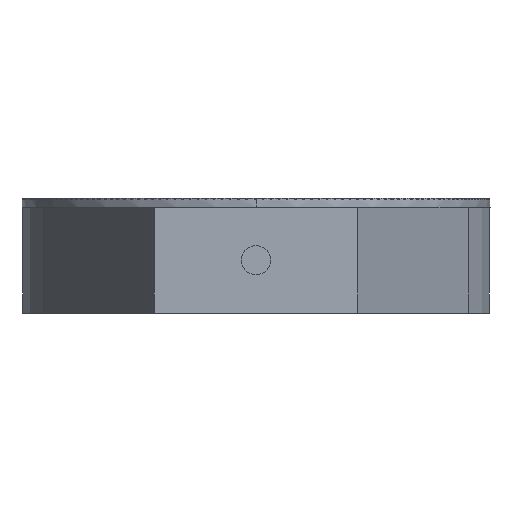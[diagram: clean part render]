
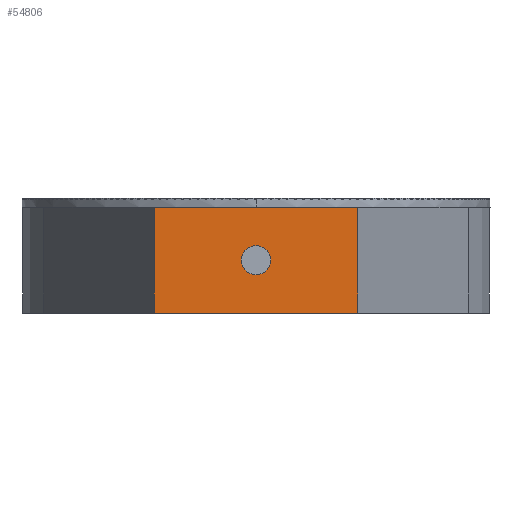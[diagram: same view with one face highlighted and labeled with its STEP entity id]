
A CAD part, front view. The second image highlights one B-rep face of the part: STEP entity #54806.
In plain terms, the highlighted planar face has unit normal (0, -1, 0).
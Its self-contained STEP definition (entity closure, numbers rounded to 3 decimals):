
#382 = DIRECTION ( 'NONE',  ( 0., 0., 1. ) ) ;
#755 = FACE_OUTER_BOUND ( 'NONE', #31478, .T. ) ;
#1042 = VECTOR ( 'NONE', #61312, 1000. ) ;
#1146 = CARTESIAN_POINT ( 'NONE',  ( 11.5, -38.1, 0. ) ) ;
#4584 = CARTESIAN_POINT ( 'NONE',  ( -11.5, -38.1, 0. ) ) ;
#4607 = AXIS2_PLACEMENT_3D ( 'NONE', #59394, #53728, #59084 ) ;
#7282 = DIRECTION ( 'NONE',  ( 0., 0., -1. ) ) ;
#10778 = CARTESIAN_POINT ( 'NONE',  ( 0., -38.1, 4.35 ) ) ;
#12848 = VECTOR ( 'NONE', #45236, 1000. ) ;
#12883 = EDGE_CURVE ( 'NONE', #28158, #31130, #19623, .T. ) ;
#13046 = LINE ( 'NONE', #21585, #1042 ) ;
#13231 = VERTEX_POINT ( 'NONE', #23665 ) ;
#13425 = CIRCLE ( 'NONE', #46702, 1.65 ) ;
#13865 = VECTOR ( 'NONE', #20113, 1000. ) ;
#13980 = ORIENTED_EDGE ( 'NONE', *, *, #28536, .F. ) ;
#15930 = ORIENTED_EDGE ( 'NONE', *, *, #58472, .T. ) ;
#19623 = LINE ( 'NONE', #38848, #48238 ) ;
#20113 = DIRECTION ( 'NONE',  ( 1., 0., 0. ) ) ;
#20611 = FACE_BOUND ( 'NONE', #62053, .T. ) ;
#21217 = CARTESIAN_POINT ( 'NONE',  ( -11.5, -38.1, 12. ) ) ;
#21585 = CARTESIAN_POINT ( 'NONE',  ( 0., -38.1, 12. ) ) ;
#23665 = CARTESIAN_POINT ( 'NONE',  ( 0., -38.1, 7.65 ) ) ;
#24408 = ORIENTED_EDGE ( 'NONE', *, *, #37435, .F. ) ;
#25747 = CARTESIAN_POINT ( 'NONE',  ( 0., -38.1, 6. ) ) ;
#26700 = DIRECTION ( 'NONE',  ( 0., 0., -1. ) ) ;
#27958 = EDGE_CURVE ( 'NONE', #28158, #33702, #28671, .T. ) ;
#28158 = VERTEX_POINT ( 'NONE', #4584 ) ;
#28536 = EDGE_CURVE ( 'NONE', #31130, #32504, #13046, .T. ) ;
#28671 = LINE ( 'NONE', #34296, #13865 ) ;
#31130 = VERTEX_POINT ( 'NONE', #21217 ) ;
#31478 = EDGE_LOOP ( 'NONE', ( #15930, #13980, #40780, #49237 ) ) ;
#32504 = VERTEX_POINT ( 'NONE', #35250 ) ;
#33702 = VERTEX_POINT ( 'NONE', #1146 ) ;
#34296 = CARTESIAN_POINT ( 'NONE',  ( 0., -38.1, 0. ) ) ;
#35250 = CARTESIAN_POINT ( 'NONE',  ( 11.5, -38.1, 12. ) ) ;
#37435 = EDGE_CURVE ( 'NONE', #13231, #42016, #13425, .T. ) ;
#37787 = AXIS2_PLACEMENT_3D ( 'NONE', #25747, #59490, #26700 ) ;
#38848 = CARTESIAN_POINT ( 'NONE',  ( -11.5, -38.1, 12. ) ) ;
#39844 = PLANE ( 'NONE',  #4607 ) ;
#39879 = LINE ( 'NONE', #40190, #12848 ) ;
#40190 = CARTESIAN_POINT ( 'NONE',  ( 11.5, -38.1, 12. ) ) ;
#40713 = CARTESIAN_POINT ( 'NONE',  ( 0., -38.1, 6. ) ) ;
#40780 = ORIENTED_EDGE ( 'NONE', *, *, #12883, .F. ) ;
#42016 = VERTEX_POINT ( 'NONE', #10778 ) ;
#43808 = CIRCLE ( 'NONE', #37787, 1.65 ) ;
#45236 = DIRECTION ( 'NONE',  ( 0., 0., 1. ) ) ;
#46510 = ORIENTED_EDGE ( 'NONE', *, *, #53582, .F. ) ;
#46702 = AXIS2_PLACEMENT_3D ( 'NONE', #40713, #59952, #7282 ) ;
#48238 = VECTOR ( 'NONE', #382, 1000. ) ;
#49237 = ORIENTED_EDGE ( 'NONE', *, *, #27958, .T. ) ;
#53582 = EDGE_CURVE ( 'NONE', #42016, #13231, #43808, .T. ) ;
#53728 = DIRECTION ( 'NONE',  ( 0., 1., 0. ) ) ;
#54806 = ADVANCED_FACE ( 'NONE', ( #755, #20611 ), #39844, .F. ) ;
#58472 = EDGE_CURVE ( 'NONE', #33702, #32504, #39879, .T. ) ;
#59084 = DIRECTION ( 'NONE',  ( 0., 0., 1. ) ) ;
#59394 = CARTESIAN_POINT ( 'NONE',  ( -11.5, -38.1, 12. ) ) ;
#59490 = DIRECTION ( 'NONE',  ( 0., -1., 0. ) ) ;
#59952 = DIRECTION ( 'NONE',  ( 0., -1., 0. ) ) ;
#61312 = DIRECTION ( 'NONE',  ( 1., 0., 0. ) ) ;
#62053 = EDGE_LOOP ( 'NONE', ( #46510, #24408 ) ) ;
